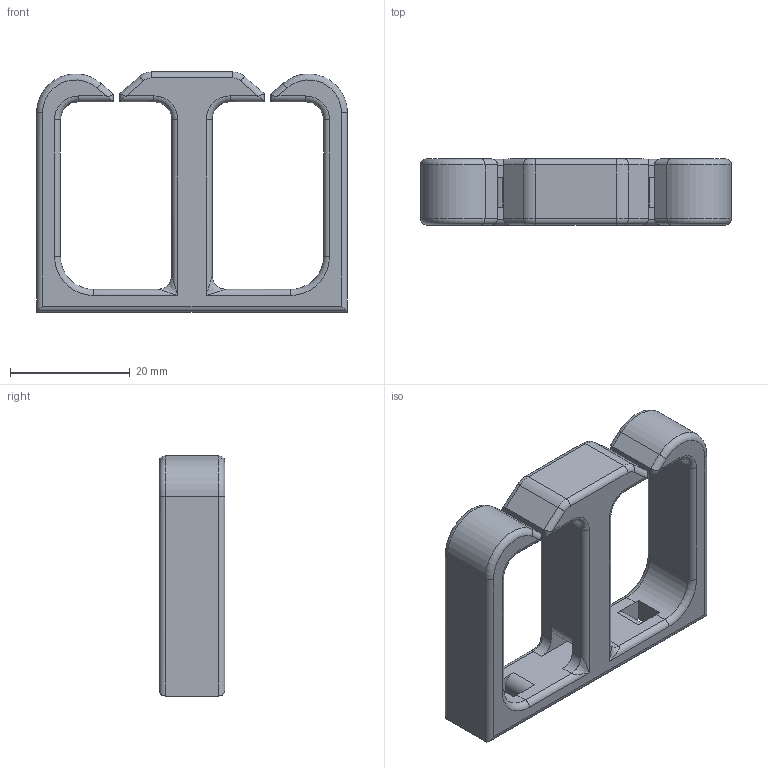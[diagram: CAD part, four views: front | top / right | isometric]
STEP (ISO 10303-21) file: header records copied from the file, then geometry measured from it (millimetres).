
FILE_DESCRIPTION(/* description */ (''),/* implementation_level */ '2;1');
FILE_NAME(/* name */ 'Wire clip.step',/* time_stamp */ '2021-06-18T21:40:20+02:00',/* author */ (''),/* organization */ (''),/* preprocessor_version */ 'ST-DEVELOPER v18.1',/* originating_system */ 'Autodesk Translation Framework v10.9.0.1377',/* authorisation */ '');
FILE_SCHEMA (('AUTOMOTIVE_DESIGN { 1 0 10303 214 3 1 1 }'));
Length unit declared in the file: millimetre
Products named in the file (1): Wire clip
Bounding box: 52 x 11 x 40.16 mm (x, y, z)
Volume: 9230.6 mm3; surface area: 5661 mm2
Topology: 1 solids, 1 shells, 118 faces, 296 edges, 172 vertices
Faces by surface type: cylinder 60, plane 34, torus 20, bspline 4
Entity records: 3622 total; most frequent: CARTESIAN_POINT 704, DIRECTION 658, ORIENTED_EDGE 584, EDGE_CURVE 292, AXIS2_PLACEMENT_3D 251, VERTEX_POINT 172, LINE 156, VECTOR 156
